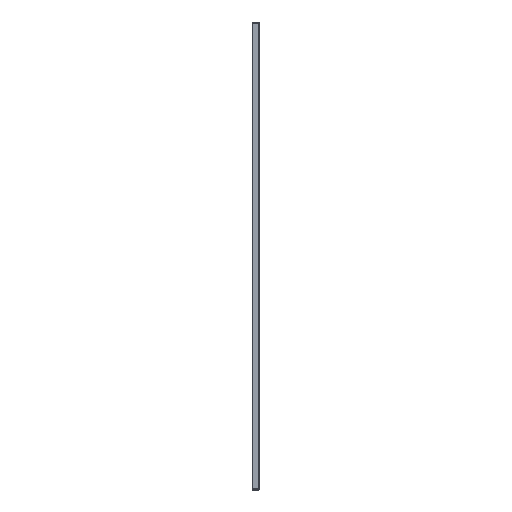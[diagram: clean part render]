
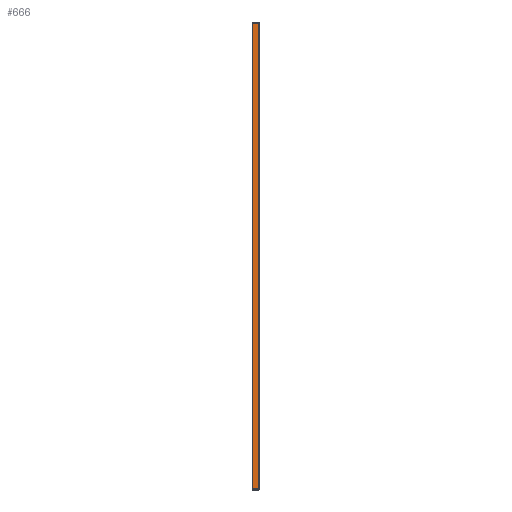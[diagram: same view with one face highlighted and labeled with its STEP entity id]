
A CAD part, left-side view. The second image highlights one B-rep face of the part: STEP entity #666.
In plain terms, the highlighted planar face has unit normal (-1, 0, 0).
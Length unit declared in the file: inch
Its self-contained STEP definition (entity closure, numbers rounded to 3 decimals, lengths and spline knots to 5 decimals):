
#8 = VECTOR ( 'NONE', #1379, 39.37008 ) ;
#39 = CARTESIAN_POINT ( 'NONE',  ( -23.085, 0.143, -22.942 ) ) ;
#56 = DIRECTION ( 'NONE',  ( -1., 0., 0. ) ) ;
#76 = VERTEX_POINT ( 'NONE', #2157 ) ;
#84 = LINE ( 'NONE', #1939, #1908 ) ;
#152 = VECTOR ( 'NONE', #2173, 39.37008 ) ;
#155 = VERTEX_POINT ( 'NONE', #39 ) ;
#173 = DIRECTION ( 'NONE',  ( 0., 0., -1. ) ) ;
#205 = EDGE_CURVE ( 'NONE', #1493, #155, #636, .T. ) ;
#233 = ORIENTED_EDGE ( 'NONE', *, *, #1068, .T. ) ;
#261 = CARTESIAN_POINT ( 'NONE',  ( -23.085, 0.0855, -22.942 ) ) ;
#348 = LINE ( 'NONE', #410, #8 ) ;
#410 = CARTESIAN_POINT ( 'NONE',  ( -23.085, 0.143, -22.942 ) ) ;
#425 = ORIENTED_EDGE ( 'NONE', *, *, #205, .T. ) ;
#590 = ORIENTED_EDGE ( 'NONE', *, *, #1622, .T. ) ;
#613 = CARTESIAN_POINT ( 'NONE',  ( -23.085, 0.143, 22.942 ) ) ;
#636 = LINE ( 'NONE', #261, #848 ) ;
#666 = ADVANCED_FACE ( 'NONE', ( #1884 ), #755, .T. ) ;
#755 = PLANE ( 'NONE',  #1659 ) ;
#766 = DIRECTION ( 'NONE',  ( 0., -1., 0. ) ) ;
#786 = CARTESIAN_POINT ( 'NONE',  ( -23.085, 0.75, -22.942 ) ) ;
#848 = VECTOR ( 'NONE', #988, 39.37008 ) ;
#947 = CARTESIAN_POINT ( 'NONE',  ( -23.085, 0., 22.942 ) ) ;
#988 = DIRECTION ( 'NONE',  ( 0., -1., 0. ) ) ;
#1068 = EDGE_CURVE ( 'NONE', #76, #1493, #84, .T. ) ;
#1094 = LINE ( 'NONE', #947, #152 ) ;
#1379 = DIRECTION ( 'NONE',  ( 0., 0., -1. ) ) ;
#1493 = VERTEX_POINT ( 'NONE', #786 ) ;
#1522 = ORIENTED_EDGE ( 'NONE', *, *, #1808, .F. ) ;
#1622 = EDGE_CURVE ( 'NONE', #2171, #76, #1094, .T. ) ;
#1659 = AXIS2_PLACEMENT_3D ( 'NONE', #1834, #56, #766 ) ;
#1679 = EDGE_LOOP ( 'NONE', ( #590, #233, #425, #1522 ) ) ;
#1808 = EDGE_CURVE ( 'NONE', #2171, #155, #348, .T. ) ;
#1834 = CARTESIAN_POINT ( 'NONE',  ( -23.085, 0., 0. ) ) ;
#1884 = FACE_OUTER_BOUND ( 'NONE', #1679, .T. ) ;
#1908 = VECTOR ( 'NONE', #173, 39.37008 ) ;
#1939 = CARTESIAN_POINT ( 'NONE',  ( -23.085, 0.75, 0. ) ) ;
#2157 = CARTESIAN_POINT ( 'NONE',  ( -23.085, 0.75, 22.942 ) ) ;
#2171 = VERTEX_POINT ( 'NONE', #613 ) ;
#2173 = DIRECTION ( 'NONE',  ( 0., 1., 0. ) ) ;
